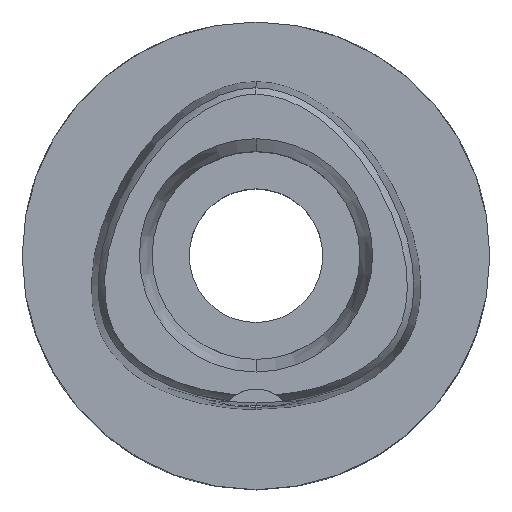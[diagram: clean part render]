
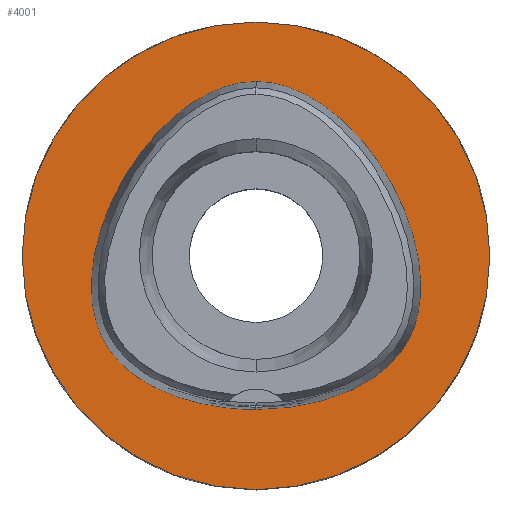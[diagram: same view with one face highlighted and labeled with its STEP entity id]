
A CAD part, top view. The second image highlights one B-rep face of the part: STEP entity #4001.
In plain terms, the highlighted planar face has unit normal (0, 0, 1).
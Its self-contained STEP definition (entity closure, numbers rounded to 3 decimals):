
#92 = EDGE_CURVE ( 'NONE', #4615, #3877, #1734, .T. ) ;
#116 = CARTESIAN_POINT ( 'NONE',  ( 0., -31.5, 0. ) ) ;
#141 = CARTESIAN_POINT ( 'NONE',  ( -2.114, -20.675, 0. ) ) ;
#164 = CARTESIAN_POINT ( 'NONE',  ( 10.746, 19.174, 0. ) ) ;
#213 = CARTESIAN_POINT ( 'NONE',  ( 0., 0., 0. ) ) ;
#215 = CARTESIAN_POINT ( 'NONE',  ( 2.114, -20.675, 0. ) ) ;
#235 = CARTESIAN_POINT ( 'NONE',  ( 22.245, -4.1, 0. ) ) ;
#245 = AXIS2_PLACEMENT_3D ( 'NONE', #2529, #4002, #4322 ) ;
#354 = ORIENTED_EDGE ( 'NONE', *, *, #92, .F. ) ;
#432 = CIRCLE ( 'NONE', #1057, 31.5 ) ;
#531 = CARTESIAN_POINT ( 'NONE',  ( 19.649, -12.825, 0. ) ) ;
#550 = CARTESIAN_POINT ( 'NONE',  ( -5.098, 22.526, 0. ) ) ;
#573 = CARTESIAN_POINT ( 'NONE',  ( 0., 31.5, 0. ) ) ;
#580 = FACE_BOUND ( 'NONE', #2038, .T. ) ;
#605 = CARTESIAN_POINT ( 'NONE',  ( -0.855, 23.475, 0. ) ) ;
#606 = CARTESIAN_POINT ( 'NONE',  ( 18.568, -14.169, 0. ) ) ;
#627 = CARTESIAN_POINT ( 'NONE',  ( -20.749, 4.657, 0. ) ) ;
#628 = CARTESIAN_POINT ( 'NONE',  ( 2.565, 23.293, 0. ) ) ;
#669 = ORIENTED_EDGE ( 'NONE', *, *, #3965, .F. ) ;
#714 = EDGE_CURVE ( 'NONE', #1341, #4626, #2928, .T. ) ;
#897 = CARTESIAN_POINT ( 'NONE',  ( -20.35, -11.749, 0. ) ) ;
#924 = CARTESIAN_POINT ( 'NONE',  ( -22.245, -4.1, 0. ) ) ;
#926 = CARTESIAN_POINT ( 'NONE',  ( 22.057, -6.848, 0. ) ) ;
#942 = CARTESIAN_POINT ( 'NONE',  ( 0., 23.475, 0. ) ) ;
#945 = CARTESIAN_POINT ( 'NONE',  ( -19.649, -12.825, 0. ) ) ;
#996 = CARTESIAN_POINT ( 'NONE',  ( 6.341, -20.298, 0. ) ) ;
#1057 = AXIS2_PLACEMENT_3D ( 'NONE', #4652, #1302, #3127 ) ;
#1302 = DIRECTION ( 'NONE',  ( 0., 0., -1. ) ) ;
#1313 = CARTESIAN_POINT ( 'NONE',  ( -14.408, 15.641, 0. ) ) ;
#1335 = CARTESIAN_POINT ( 'NONE',  ( -18.568, -14.169, 0. ) ) ;
#1341 = VERTEX_POINT ( 'NONE', #3396 ) ;
#1583 = CARTESIAN_POINT ( 'NONE',  ( 0., 23.475, 0. ) ) ;
#1630 = CARTESIAN_POINT ( 'NONE',  ( -18.068, 10.432, 0. ) ) ;
#1653 = CARTESIAN_POINT ( 'NONE',  ( 5.098, 22.526, 0. ) ) ;
#1700 = CARTESIAN_POINT ( 'NONE',  ( -21.555, -8.996, 0. ) ) ;
#1702 = CARTESIAN_POINT ( 'NONE',  ( 14.673, -17.214, 0. ) ) ;
#1734 = CIRCLE ( 'NONE', #245, 31.5 ) ;
#1758 = CARTESIAN_POINT ( 'NONE',  ( 11.233, -18.893, 0. ) ) ;
#2023 = CARTESIAN_POINT ( 'NONE',  ( 0., -20.675, 0. ) ) ;
#2025 = CARTESIAN_POINT ( 'NONE',  ( 14.408, 15.641, 0. ) ) ;
#2038 = EDGE_LOOP ( 'NONE', ( #669, #3156 ) ) ;
#2076 = PLANE ( 'NONE',  #3238 ) ;
#2101 = CARTESIAN_POINT ( 'NONE',  ( 20.932, -10.604, 0. ) ) ;
#2110 = B_SPLINE_CURVE_WITH_KNOTS ( 'NONE', 3,
 ( #1583, #605, #2809, #550, #2398, #3893, #1313, #1630, #627, #3522, #924, #4239, #1700, #4342, #897, #945, #1335, #2124, #3869, #2419, #2475, #141, #2023 ),
 .UNSPECIFIED., .F., .F.,
 ( 4, 1, 1, 1, 1, 1, 1, 1, 1, 1, 1, 1, 1, 1, 1, 1, 1, 1, 1, 1, 4 ),
 ( 0., 0.042, 0.083, 0.125, 0.167, 0.25, 0.333, 0.417, 0.5, 0.542, 0.583, 0.625, 0.646, 0.667, 0.688, 0.708, 0.75, 0.792, 0.833, 0.917, 1. ),
 .UNSPECIFIED. ) ;
#2124 = CARTESIAN_POINT ( 'NONE',  ( -16.959, -15.678, 0. ) ) ;
#2125 = CARTESIAN_POINT ( 'NONE',  ( 0., 23.475, 0. ) ) ;
#2398 = CARTESIAN_POINT ( 'NONE',  ( -7.571, 21.315, 0. ) ) ;
#2419 = CARTESIAN_POINT ( 'NONE',  ( -11.233, -18.893, 0. ) ) ;
#2422 = CARTESIAN_POINT ( 'NONE',  ( 20.749, 4.657, 0. ) ) ;
#2475 = CARTESIAN_POINT ( 'NONE',  ( -6.341, -20.298, 0. ) ) ;
#2500 = CARTESIAN_POINT ( 'NONE',  ( 7.571, 21.315, 0. ) ) ;
#2529 = CARTESIAN_POINT ( 'NONE',  ( 0., 0., 0. ) ) ;
#2788 = CARTESIAN_POINT ( 'NONE',  ( 0., -20.675, 0. ) ) ;
#2809 = CARTESIAN_POINT ( 'NONE',  ( -2.565, 23.293, 0. ) ) ;
#2829 = DIRECTION ( 'NONE',  ( 0., 0., -1. ) ) ;
#2845 = EDGE_LOOP ( 'NONE', ( #354, #3106 ) ) ;
#2857 = CARTESIAN_POINT ( 'NONE',  ( 21.978, -0.281, 0. ) ) ;
#2928 = B_SPLINE_CURVE_WITH_KNOTS ( 'NONE', 3,
 ( #2788, #215, #996, #1758, #1702, #3214, #606, #531, #4614, #2101, #3572, #926, #235, #2857, #2422, #4344, #2025, #164, #2500, #1653, #628, #4642, #2125 ),
 .UNSPECIFIED., .F., .F.,
 ( 4, 1, 1, 1, 1, 1, 1, 1, 1, 1, 1, 1, 1, 1, 1, 1, 1, 1, 1, 1, 4 ),
 ( 0., 0.083, 0.167, 0.208, 0.25, 0.292, 0.313, 0.333, 0.354, 0.375, 0.417, 0.458, 0.5, 0.583, 0.667, 0.75, 0.833, 0.875, 0.917, 0.958, 1. ),
 .UNSPECIFIED. ) ;
#3106 = ORIENTED_EDGE ( 'NONE', *, *, #3804, .F. ) ;
#3127 = DIRECTION ( 'NONE',  ( 0., -1., 0. ) ) ;
#3156 = ORIENTED_EDGE ( 'NONE', *, *, #714, .F. ) ;
#3214 = CARTESIAN_POINT ( 'NONE',  ( 16.959, -15.678, 0. ) ) ;
#3238 = AXIS2_PLACEMENT_3D ( 'NONE', #213, #2829, #4712 ) ;
#3396 = CARTESIAN_POINT ( 'NONE',  ( 0., -20.675, 0. ) ) ;
#3522 = CARTESIAN_POINT ( 'NONE',  ( -21.978, -0.281, 0. ) ) ;
#3572 = CARTESIAN_POINT ( 'NONE',  ( 21.555, -8.996, 0. ) ) ;
#3804 = EDGE_CURVE ( 'NONE', #3877, #4615, #432, .T. ) ;
#3869 = CARTESIAN_POINT ( 'NONE',  ( -14.673, -17.214, 0. ) ) ;
#3877 = VERTEX_POINT ( 'NONE', #116 ) ;
#3893 = CARTESIAN_POINT ( 'NONE',  ( -10.746, 19.174, 0. ) ) ;
#3965 = EDGE_CURVE ( 'NONE', #4626, #1341, #2110, .T. ) ;
#4001 = ADVANCED_FACE ( 'NONE', ( #4265, #580 ), #2076, .F. ) ;
#4002 = DIRECTION ( 'NONE',  ( 0., 0., -1. ) ) ;
#4239 = CARTESIAN_POINT ( 'NONE',  ( -22.057, -6.848, 0. ) ) ;
#4265 = FACE_OUTER_BOUND ( 'NONE', #2845, .T. ) ;
#4322 = DIRECTION ( 'NONE',  ( 0., 1., 0. ) ) ;
#4342 = CARTESIAN_POINT ( 'NONE',  ( -20.932, -10.604, 0. ) ) ;
#4344 = CARTESIAN_POINT ( 'NONE',  ( 18.068, 10.432, 0. ) ) ;
#4614 = CARTESIAN_POINT ( 'NONE',  ( 20.35, -11.749, 0. ) ) ;
#4615 = VERTEX_POINT ( 'NONE', #573 ) ;
#4626 = VERTEX_POINT ( 'NONE', #942 ) ;
#4642 = CARTESIAN_POINT ( 'NONE',  ( 0.855, 23.475, 0. ) ) ;
#4652 = CARTESIAN_POINT ( 'NONE',  ( 0., 0., 0. ) ) ;
#4712 = DIRECTION ( 'NONE',  ( 0., -1., 0. ) ) ;
